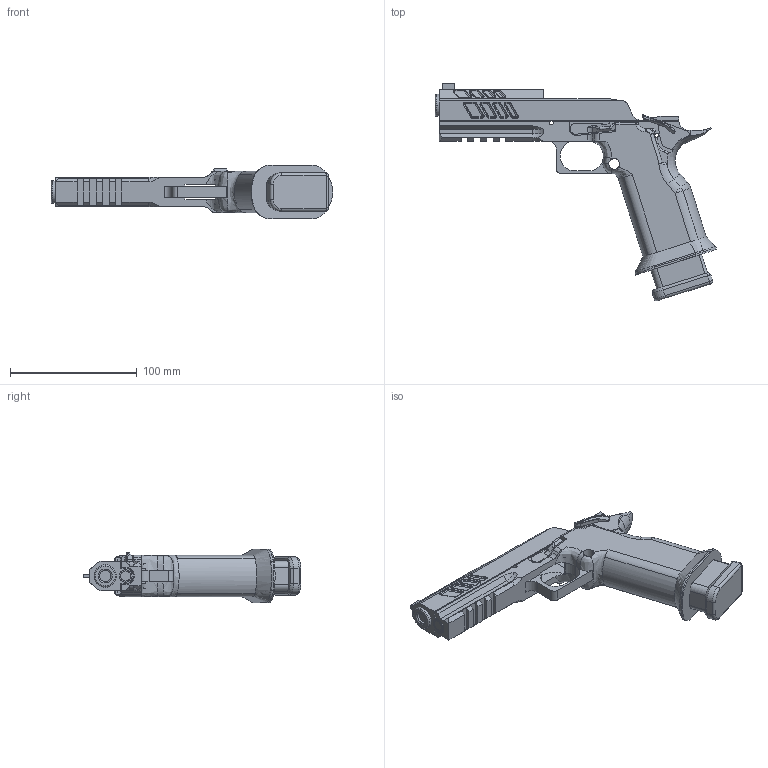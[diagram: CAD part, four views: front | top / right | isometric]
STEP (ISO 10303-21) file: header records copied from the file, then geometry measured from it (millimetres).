
FILE_DESCRIPTION (( 'STEP AP214' ), '1' );
FILE_NAME ('2011.STEP', '2024-03-21T23:25:12', ( '' ), ( '' ), 'SwSTEP 2.0', 'SolidWorks 2022', '' );
FILE_SCHEMA (( 'AUTOMOTIVE_DESIGN' ));
Length unit declared in the file: inch
Products named in the file (1): 2011
Bounding box: 222.09 x 171.75 x 42.56 mm (x, y, z)
Volume: 163289 mm3; surface area: 73374.3 mm2
Topology: 1 solids, 1 shells, 768 faces, 2017 edges, 1257 vertices
Faces by surface type: cylinder 289, plane 217, torus 177, bspline 66, sphere 13, cone 6
Entity records: 26219 total; most frequent: CARTESIAN_POINT 7327, DIRECTION 4055, ORIENTED_EDGE 4030, EDGE_CURVE 2015, AXIS2_PLACEMENT_3D 1591, VERTEX_POINT 1257, CIRCLE 888, LINE 873
